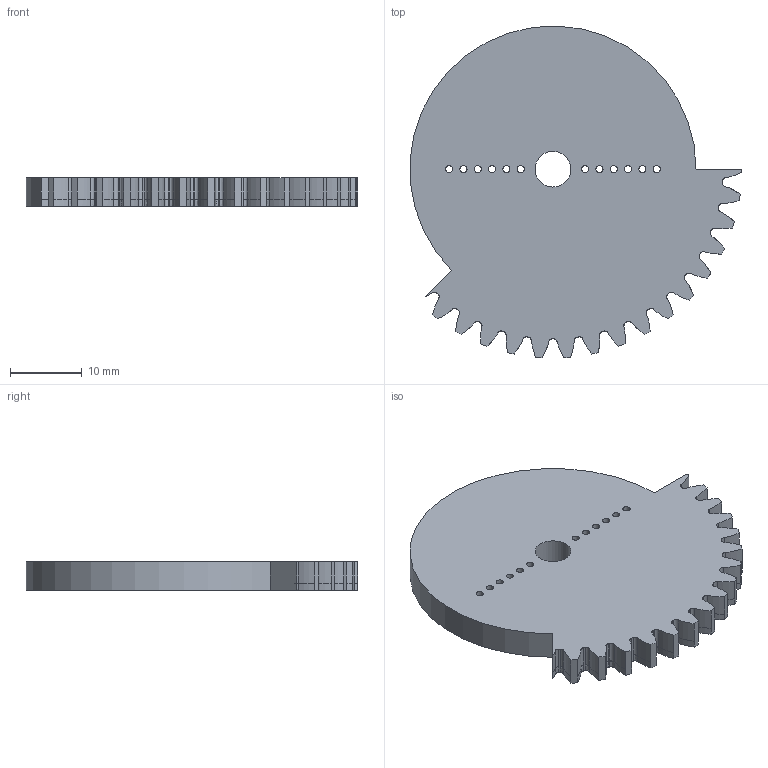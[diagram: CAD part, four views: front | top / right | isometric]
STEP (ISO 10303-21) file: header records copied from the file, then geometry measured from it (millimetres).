
FILE_DESCRIPTION(/* description */ (''),/* implementation_level */ '2;1');
FILE_NAME(/* name */ 'e83f6fb3-2c58-4ede-92a5-cb330d00e3bb.stp',/* time_stamp */ '2019-01-08T13:47:15+00:00',/* author */ (''),/* organization */ (''),/* preprocessor_version */ 'ST-DEVELOPER v17.2',/* originating_system */ 'Autodesk Translation Framework v7.6.0.251',/* authorisation */ '');
FILE_SCHEMA (('AUTOMOTIVE_DESIGN { 1 0 10303 214 3 1 1 }'));
Length unit declared in the file: millimetre
Products named in the file (2): driving gear; Spur Gear (42 teeth)
Assembly tree (1 placements, depth 2):
  driving gear
    Spur Gear (42 teeth)
Bounding box: 46.35 x 46.34 x 4 mm (x, y, z)
Volume: 5995.3 mm3; surface area: 4037.1 mm2
Topology: 1 solids, 1 shells, 178 faces, 496 edges, 320 vertices
Faces by surface type: bspline 128, cylinder 46, plane 4
Full cylindrical faces by diameter (mm): 1 x12, 5 x1
Entity records: 21953 total; most frequent: CARTESIAN_POINT 18260, ORIENTED_EDGE 992, EDGE_CURVE 496, DIRECTION 437, VERTEX_POINT 320, EDGE_LOOP 204, FACE_OUTER_BOUND 178, ADVANCED_FACE 178
